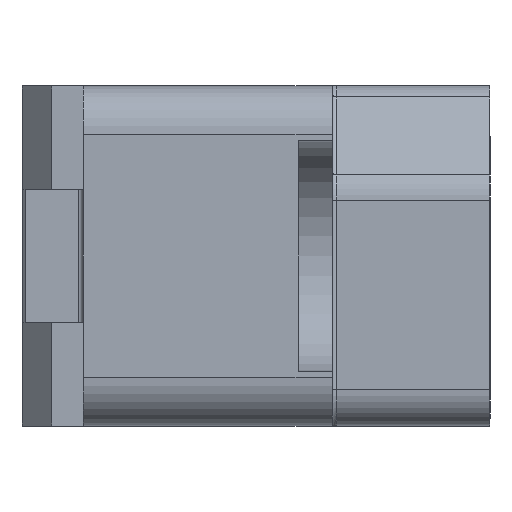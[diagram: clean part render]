
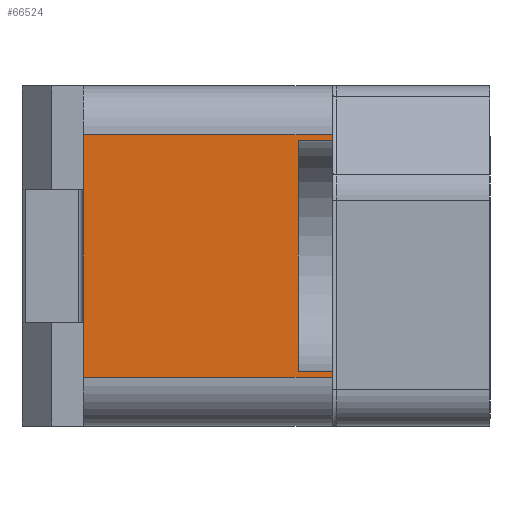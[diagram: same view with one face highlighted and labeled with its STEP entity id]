
A CAD part, left-side view. The second image highlights one B-rep face of the part: STEP entity #66524.
In plain terms, the highlighted planar face has unit normal (-1, 0, 0).
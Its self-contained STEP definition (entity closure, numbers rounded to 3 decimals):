
#2545=DIRECTION('',(0.,0.,-1.));
#2546=VECTOR('',#2545,10.);
#2547=CARTESIAN_POINT('',(-40.,10.25,5.));
#2548=LINE('',#2547,#2546);
#2648=DIRECTION('',(0.,-1.,0.));
#2649=VECTOR('',#2648,10.25);
#2650=CARTESIAN_POINT('',(-40.,10.25,5.));
#2651=LINE('',#2650,#2649);
#21047=DIRECTION('',(0.,1.,0.));
#21048=VECTOR('',#21047,10.25);
#21049=CARTESIAN_POINT('',(-40.,0.,-5.));
#21050=LINE('',#21049,#21048);
#21056=DIRECTION('',(0.,0.,1.));
#21057=VECTOR('',#21056,9.5);
#21058=CARTESIAN_POINT('',(-40.,1.4,-4.75));
#21059=LINE('',#21058,#21057);
#21060=DIRECTION('',(0.,1.,0.));
#21061=VECTOR('',#21060,1.4);
#21062=CARTESIAN_POINT('',(-40.,0.,-4.75));
#21063=LINE('',#21062,#21061);
#21064=DIRECTION('',(0.,0.,-1.));
#21065=VECTOR('',#21064,0.25);
#21066=CARTESIAN_POINT('',(-40.,0.,-4.75));
#21067=LINE('',#21066,#21065);
#21068=DIRECTION('',(0.,0.,-1.));
#21069=VECTOR('',#21068,0.25);
#21070=CARTESIAN_POINT('',(-40.,0.,5.));
#21071=LINE('',#21070,#21069);
#21072=DIRECTION('',(0.,1.,0.));
#21073=VECTOR('',#21072,1.4);
#21074=CARTESIAN_POINT('',(-40.,0.,4.75));
#21075=LINE('',#21074,#21073);
#28986=CARTESIAN_POINT('',(-40.,0.,5.));
#28987=VERTEX_POINT('',#28986);
#28988=CARTESIAN_POINT('',(-40.,10.25,5.));
#28989=VERTEX_POINT('',#28988);
#28994=CARTESIAN_POINT('',(-40.,10.25,-5.));
#28995=VERTEX_POINT('',#28994);
#28996=CARTESIAN_POINT('',(-40.,0.,-5.));
#28997=VERTEX_POINT('',#28996);
#29014=CARTESIAN_POINT('',(-40.,0.,-4.75));
#29016=VERTEX_POINT('',#29014);
#29020=CARTESIAN_POINT('',(-40.,0.,4.75));
#29021=VERTEX_POINT('',#29020);
#29022=CARTESIAN_POINT('',(-40.,1.4,-4.75));
#29023=CARTESIAN_POINT('',(-40.,1.4,4.75));
#29024=VERTEX_POINT('',#29022);
#29025=VERTEX_POINT('',#29023);
#66506=CARTESIAN_POINT('',(-40.,0.,7.));
#66507=DIRECTION('',(-1.,0.,0.));
#66508=DIRECTION('',(0.,1.,0.));
#66509=AXIS2_PLACEMENT_3D('',#66506,#66507,#66508);
#66510=PLANE('',#66509);
#66512=ORIENTED_EDGE('',*,*,#66511,.F.);
#66514=ORIENTED_EDGE('',*,*,#66513,.F.);
#66515=ORIENTED_EDGE('',*,*,#39468,.T.);
#66516=ORIENTED_EDGE('',*,*,#66500,.T.);
#66517=ORIENTED_EDGE('',*,*,#39370,.F.);
#66518=ORIENTED_EDGE('',*,*,#39452,.T.);
#66519=ORIENTED_EDGE('',*,*,#39476,.T.);
#66521=ORIENTED_EDGE('',*,*,#66520,.T.);
#66522=EDGE_LOOP('',(#66512,#66514,#66515,#66516,#66517,#66518,#66519,#66521));
#66523=FACE_OUTER_BOUND('',#66522,.F.);
#66524=ADVANCED_FACE('',(#66523),#66510,.T.);
#39370=EDGE_CURVE('',#28989,#28995,#2548,.T.);
#39452=EDGE_CURVE('',#28989,#28987,#2651,.T.);
#39468=EDGE_CURVE('',#29016,#28997,#21067,.T.);
#39476=EDGE_CURVE('',#28987,#29021,#21071,.T.);
#66500=EDGE_CURVE('',#28997,#28995,#21050,.T.);
#66511=EDGE_CURVE('',#29024,#29025,#21059,.T.);
#66513=EDGE_CURVE('',#29016,#29024,#21063,.T.);
#66520=EDGE_CURVE('',#29021,#29025,#21075,.T.);
